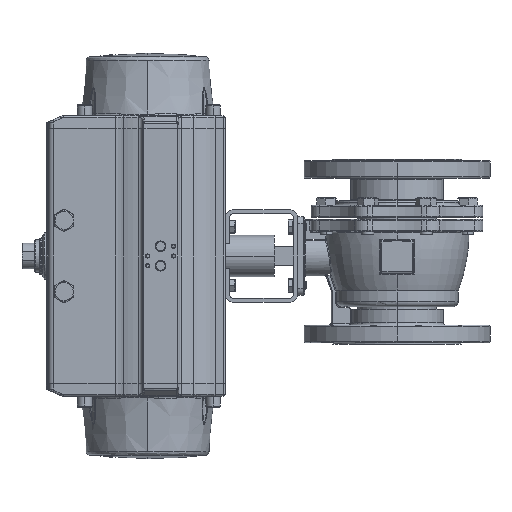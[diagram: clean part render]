
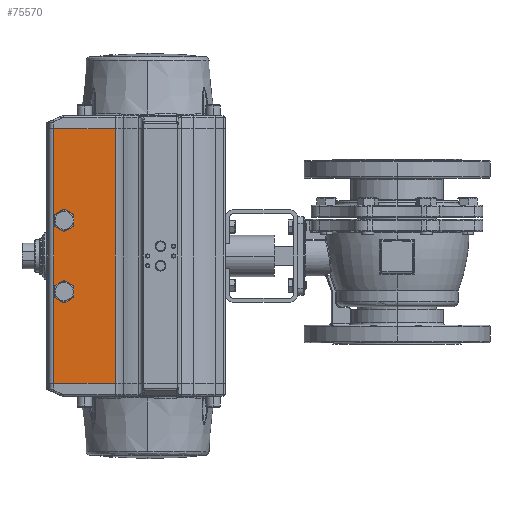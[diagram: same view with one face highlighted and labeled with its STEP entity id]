
A CAD part, left-side view. The second image highlights one B-rep face of the part: STEP entity #75570.
In plain terms, the highlighted planar face has unit normal (-1, 0, 0).
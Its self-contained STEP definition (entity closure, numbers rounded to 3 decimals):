
#247 = EDGE_LOOP ( 'NONE', ( #73128, #51137 ) ) ;
#356 = B_SPLINE_CURVE_WITH_KNOTS ( 'NONE', 3,
 ( #85981, #6056, #12768, #59502 ),
 .UNSPECIFIED., .F., .F.,
 ( 4, 4 ),
 ( 0., 1. ),
 .UNSPECIFIED. ) ;
#518 = DIRECTION ( 'NONE',  ( 0., 0., 1. ) ) ;
#2626 = CARTESIAN_POINT ( 'NONE',  ( -3.15, 16.17, 2.048 ) ) ;
#4989 = AXIS2_PLACEMENT_3D ( 'NONE', #66907, #26895, #73591 ) ;
#6056 = CARTESIAN_POINT ( 'NONE',  ( -3.15, 16.681, -2.06 ) ) ;
#8177 = ORIENTED_EDGE ( 'NONE', *, *, #19908, .F. ) ;
#8904 = CARTESIAN_POINT ( 'NONE',  ( -3.15, 13.684, 6.181 ) ) ;
#10031 = CARTESIAN_POINT ( 'NONE',  ( -3.15, 16.17, 1.416 ) ) ;
#10101 = EDGE_CURVE ( 'NONE', #41158, #10822, #77880, .T. ) ;
#10822 = VERTEX_POINT ( 'NONE', #2626 ) ;
#10856 = EDGE_LOOP ( 'NONE', ( #8177, #82261 ) ) ;
#11237 = AXIS2_PLACEMENT_3D ( 'NONE', #58387, #18378, #65074 ) ;
#11629 = FACE_OUTER_BOUND ( 'NONE', #47083, .T. ) ;
#11720 = CARTESIAN_POINT ( 'NONE',  ( -3.15, 16.17, -1.26 ) ) ;
#12768 = CARTESIAN_POINT ( 'NONE',  ( -3.15, 16.681, 2.06 ) ) ;
#12856 = CARTESIAN_POINT ( 'NONE',  ( -3.15, 16.681, 6.181 ) ) ;
#13430 = DIRECTION ( 'NONE',  ( -1., 0., 0. ) ) ;
#13776 = FACE_BOUND ( 'NONE', #247, .T. ) ;
#15798 = CARTESIAN_POINT ( 'NONE',  ( -3.15, 16.17, -2.205 ) ) ;
#17166 = AXIS2_PLACEMENT_3D ( 'NONE', #30596, #77308, #37312 ) ;
#18378 = DIRECTION ( 'NONE',  ( -1., 0., 0. ) ) ;
#18829 = VERTEX_POINT ( 'NONE', #28286 ) ;
#19511 = CIRCLE ( 'NONE', #4989, 0.316 ) ;
#19908 = EDGE_CURVE ( 'NONE', #34116, #76946, #64694, .T. ) ;
#21003 = CARTESIAN_POINT ( 'NONE',  ( -3.15, 13.684, 6.181 ) ) ;
#22632 = ORIENTED_EDGE ( 'NONE', *, *, #32566, .T. ) ;
#25004 = AXIS2_PLACEMENT_3D ( 'NONE', #12856, #32975, #79670 ) ;
#25772 = ORIENTED_EDGE ( 'NONE', *, *, #81208, .T. ) ;
#26895 = DIRECTION ( 'NONE',  ( -1., 0., 0. ) ) ;
#28286 = CARTESIAN_POINT ( 'NONE',  ( -3.15, 16.681, -6.181 ) ) ;
#30596 = CARTESIAN_POINT ( 'NONE',  ( -3.15, 16.17, -1.732 ) ) ;
#32002 = VECTOR ( 'NONE', #84686, 39.37 ) ;
#32566 = EDGE_CURVE ( 'NONE', #18829, #75603, #67584, .T. ) ;
#32975 = DIRECTION ( 'NONE',  ( 1., 0., 0. ) ) ;
#34116 = VERTEX_POINT ( 'NONE', #11720 ) ;
#34216 = EDGE_CURVE ( 'NONE', #10822, #41158, #19511, .T. ) ;
#37312 = DIRECTION ( 'NONE',  ( 0., 0., 1. ) ) ;
#39518 = CARTESIAN_POINT ( 'NONE',  ( -3.15, 16.681, 6.181 ) ) ;
#40757 = EDGE_CURVE ( 'NONE', #18829, #71762, #356, .T. ) ;
#41158 = VERTEX_POINT ( 'NONE', #10031 ) ;
#42408 = VECTOR ( 'NONE', #518, 39.37 ) ;
#44800 = CIRCLE ( 'NONE', #17166, 0.472 ) ;
#47083 = EDGE_LOOP ( 'NONE', ( #25772, #82221, #59046, #22632 ) ) ;
#48622 = AXIS2_PLACEMENT_3D ( 'NONE', #53446, #13430, #60142 ) ;
#51137 = ORIENTED_EDGE ( 'NONE', *, *, #10101, .F. ) ;
#53446 = CARTESIAN_POINT ( 'NONE',  ( -3.15, 16.17, -1.732 ) ) ;
#57603 = EDGE_CURVE ( 'NONE', #76946, #34116, #44800, .T. ) ;
#58387 = CARTESIAN_POINT ( 'NONE',  ( -3.15, 16.17, 1.732 ) ) ;
#59046 = ORIENTED_EDGE ( 'NONE', *, *, #40757, .F. ) ;
#59502 = CARTESIAN_POINT ( 'NONE',  ( -3.15, 16.681, 6.181 ) ) ;
#59592 = PLANE ( 'NONE',  #25004 ) ;
#60142 = DIRECTION ( 'NONE',  ( 0., 0., 1. ) ) ;
#60986 = DIRECTION ( 'NONE',  ( 0., 1., 0. ) ) ;
#64252 = LINE ( 'NONE', #21003, #75707 ) ;
#64616 = CARTESIAN_POINT ( 'NONE',  ( -3.15, 16.681, -6.181 ) ) ;
#64694 = CIRCLE ( 'NONE', #48622, 0.472 ) ;
#64917 = FACE_BOUND ( 'NONE', #10856, .T. ) ;
#65074 = DIRECTION ( 'NONE',  ( 0., 0., 1. ) ) ;
#66907 = CARTESIAN_POINT ( 'NONE',  ( -3.15, 16.17, 1.732 ) ) ;
#67584 = LINE ( 'NONE', #64616, #32002 ) ;
#71290 = EDGE_CURVE ( 'NONE', #81301, #71762, #64252, .T. ) ;
#71762 = VERTEX_POINT ( 'NONE', #39518 ) ;
#73128 = ORIENTED_EDGE ( 'NONE', *, *, #34216, .F. ) ;
#73591 = DIRECTION ( 'NONE',  ( 0., 0., 1. ) ) ;
#75570 = ADVANCED_FACE ( 'NONE', ( #11629, #13776, #64917 ), #59592, .F. ) ;
#75603 = VERTEX_POINT ( 'NONE', #80263 ) ;
#75707 = VECTOR ( 'NONE', #60986, 39.37 ) ;
#76946 = VERTEX_POINT ( 'NONE', #15798 ) ;
#77308 = DIRECTION ( 'NONE',  ( -1., 0., 0. ) ) ;
#77880 = CIRCLE ( 'NONE', #11237, 0.316 ) ;
#77908 = LINE ( 'NONE', #80473, #42408 ) ;
#79670 = DIRECTION ( 'NONE',  ( 0., 0., -1. ) ) ;
#80263 = CARTESIAN_POINT ( 'NONE',  ( -3.15, 13.684, -6.181 ) ) ;
#80473 = CARTESIAN_POINT ( 'NONE',  ( -3.15, 13.684, 6.181 ) ) ;
#81208 = EDGE_CURVE ( 'NONE', #75603, #81301, #77908, .T. ) ;
#81301 = VERTEX_POINT ( 'NONE', #8904 ) ;
#82221 = ORIENTED_EDGE ( 'NONE', *, *, #71290, .T. ) ;
#82261 = ORIENTED_EDGE ( 'NONE', *, *, #57603, .F. ) ;
#84686 = DIRECTION ( 'NONE',  ( 0., -1., 0. ) ) ;
#85981 = CARTESIAN_POINT ( 'NONE',  ( -3.15, 16.681, -6.181 ) ) ;
